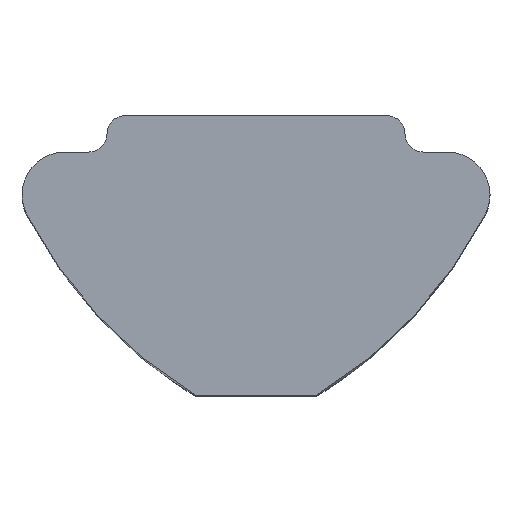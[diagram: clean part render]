
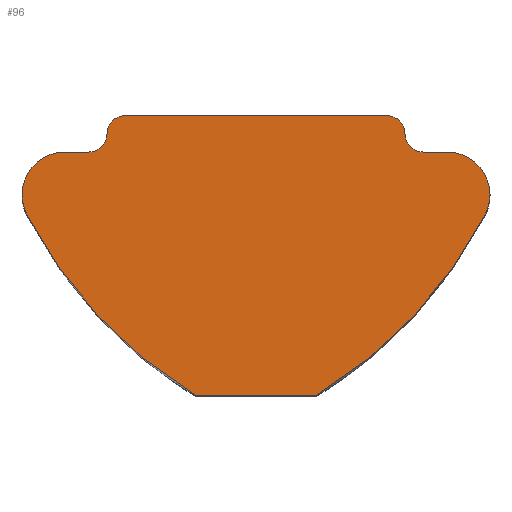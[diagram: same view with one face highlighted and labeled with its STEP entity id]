
A CAD part, top view. The second image highlights one B-rep face of the part: STEP entity #96.
In plain terms, the highlighted planar face has unit normal (0, 0, 1).
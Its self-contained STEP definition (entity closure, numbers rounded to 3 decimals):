
#96=ADVANCED_FACE('NONE',(#197),#198,.F.);
#197=FACE_OUTER_BOUND('',#299,.T.);
#198=PLANE('',#300);
#299=EDGE_LOOP('',(#522,#523,#524,#525,#526,#527,#528,#529,#530,#531,#532,#533,#534,#535));
#300=AXIS2_PLACEMENT_3D('',#536,#537,#538);
#522=ORIENTED_EDGE('',*,*,#705,.T.);
#523=ORIENTED_EDGE('',*,*,#681,.T.);
#524=ORIENTED_EDGE('',*,*,#733,.T.);
#525=ORIENTED_EDGE('',*,*,#666,.T.);
#526=ORIENTED_EDGE('',*,*,#734,.T.);
#527=ORIENTED_EDGE('',*,*,#686,.T.);
#528=ORIENTED_EDGE('',*,*,#712,.T.);
#529=ORIENTED_EDGE('',*,*,#714,.T.);
#530=ORIENTED_EDGE('',*,*,#651,.T.);
#531=ORIENTED_EDGE('',*,*,#718,.T.);
#532=ORIENTED_EDGE('',*,*,#723,.T.);
#533=ORIENTED_EDGE('',*,*,#728,.T.);
#534=ORIENTED_EDGE('',*,*,#730,.T.);
#535=ORIENTED_EDGE('',*,*,#638,.T.);
#536=CARTESIAN_POINT('',(3.15,-1.3,12.0));
#537=DIRECTION('',(-0.0,-0.0,-1.0));
#538=DIRECTION('',(0.0,-1.0,0.0));
#638=EDGE_CURVE('NONE',#756,#760,#762,.T.);
#651=EDGE_CURVE('NONE',#783,#784,#785,.T.);
#666=EDGE_CURVE('NONE',#805,#810,#812,.T.);
#681=EDGE_CURVE('NONE',#831,#835,#837,.T.);
#686=EDGE_CURVE('NONE',#840,#844,#846,.T.);
#705=EDGE_CURVE('NONE',#760,#831,#872,.T.);
#712=EDGE_CURVE('NONE',#844,#883,#885,.T.);
#714=EDGE_CURVE('NONE',#883,#783,#887,.T.);
#718=EDGE_CURVE('NONE',#784,#890,#892,.T.);
#723=EDGE_CURVE('NONE',#890,#897,#899,.T.);
#728=EDGE_CURVE('NONE',#897,#904,#906,.T.);
#730=EDGE_CURVE('NONE',#904,#756,#908,.T.);
#733=EDGE_CURVE('NONE',#835,#805,#911,.T.);
#734=EDGE_CURVE('NONE',#810,#840,#912,.T.);
#756=VERTEX_POINT('',#934);
#760=VERTEX_POINT('NONE',#939);
#762=CIRCLE('',#942,0.7);
#783=VERTEX_POINT('NONE',#982);
#784=VERTEX_POINT('NONE',#983);
#785=CIRCLE('',#984,0.7);
#805=VERTEX_POINT('NONE',#1026);
#810=VERTEX_POINT('NONE',#1032);
#812=LINE('',#1035,#1036);
#831=VERTEX_POINT('NONE',#1082);
#835=VERTEX_POINT('NONE',#1094);
#837=CIRCLE('',#1097,0.3);
#840=VERTEX_POINT('NONE',#1100);
#844=VERTEX_POINT('NONE',#1112);
#846=CIRCLE('',#1115,0.3);
#872=LINE('',#1156,#1157);
#883=VERTEX_POINT('NONE',#1172);
#885=LINE('',#1175,#1176);
#887=CIRCLE('',#1178,0.7);
#890=VERTEX_POINT('NONE',#1181);
#892=CIRCLE('',#1184,7.5);
#897=VERTEX_POINT('NONE',#1189);
#899=LINE('',#1192,#1193);
#904=VERTEX_POINT('NONE',#1213);
#906=CIRCLE('',#1216,7.5);
#908=CIRCLE('',#1218,0.7);
#911=CIRCLE('',#1221,0.3);
#912=CIRCLE('',#1222,0.3);
#934=CARTESIAN_POINT('',(3.85,-1.3,12.0));
#939=CARTESIAN_POINT('',(3.15,-0.6,12.0));
#942=AXIS2_PLACEMENT_3D('',#1275,#1276,#1277);
#982=CARTESIAN_POINT('',(-3.85,-1.3,12.0));
#983=CARTESIAN_POINT('',(-3.773,-1.62,12.0));
#984=AXIS2_PLACEMENT_3D('',#1294,#1295,#1296);
#1026=CARTESIAN_POINT('',(2.15,0.,12.0));
#1032=CARTESIAN_POINT('',(-2.15,0.,12.0));
#1035=CARTESIAN_POINT('',(-2.45,0.0,12.0));
#1036=VECTOR('',#1315,1000.0);
#1082=CARTESIAN_POINT('',(2.75,-0.6,12.0));
#1094=CARTESIAN_POINT('',(2.45,-0.3,12.0));
#1097=AXIS2_PLACEMENT_3D('',#1329,#1330,#1331);
#1100=CARTESIAN_POINT('',(-2.45,-0.3,12.0));
#1112=CARTESIAN_POINT('',(-2.75,-0.6,12.0));
#1115=AXIS2_PLACEMENT_3D('',#1334,#1335,#1336);
#1156=CARTESIAN_POINT('',(2.45,-0.6,12.0));
#1157=VECTOR('',#1357,1000.0);
#1172=CARTESIAN_POINT('',(-3.15,-0.6,12.0));
#1175=CARTESIAN_POINT('',(-2.45,-0.6,12.0));
#1176=VECTOR('',#1366,1000.0);
#1178=AXIS2_PLACEMENT_3D('',#1367,#1368,#1369);
#1181=CARTESIAN_POINT('',(-1.,-4.6,12.0));
#1184=AXIS2_PLACEMENT_3D('',#1374,#1375,#1376);
#1189=CARTESIAN_POINT('',(1.0,-4.6,12.0));
#1192=CARTESIAN_POINT('',(1.0,-4.6,12.0));
#1193=VECTOR('',#1384,1000.0);
#1213=CARTESIAN_POINT('',(3.773,-1.62,12.0));
#1216=AXIS2_PLACEMENT_3D('',#1389,#1390,#1391);
#1218=AXIS2_PLACEMENT_3D('',#1392,#1393,#1394);
#1221=AXIS2_PLACEMENT_3D('',#1398,#1399,#1400);
#1222=AXIS2_PLACEMENT_3D('',#1401,#1402,#1403);
#1275=CARTESIAN_POINT('',(3.15,-1.3,12.0));
#1276=DIRECTION('',(0.0,0.0,1.0));
#1277=DIRECTION('',(-1.0,0.0,0.0));
#1294=CARTESIAN_POINT('',(-3.15,-1.3,12.0));
#1295=DIRECTION('',(0.0,0.0,1.0));
#1296=DIRECTION('',(1.0,0.0,0.0));
#1315=DIRECTION('',(-1.0,0.,-0.0));
#1329=CARTESIAN_POINT('',(2.75,-0.3,12.0));
#1330=DIRECTION('',(0.0,0.0,-1.0));
#1331=DIRECTION('',(-1.0,0.0,0.0));
#1334=CARTESIAN_POINT('',(-2.75,-0.3,12.0));
#1335=DIRECTION('',(0.0,0.0,-1.0));
#1336=DIRECTION('',(-1.0,0.0,0.0));
#1357=DIRECTION('',(-1.0,0.,-0.0));
#1366=DIRECTION('',(-1.0,0.,0.0));
#1367=CARTESIAN_POINT('',(-3.15,-1.3,12.0));
#1368=DIRECTION('',(0.0,0.0,1.0));
#1369=DIRECTION('',(1.0,0.0,0.0));
#1374=CARTESIAN_POINT('',(2.899,1.807,12.0));
#1375=DIRECTION('',(0.0,0.0,1.0));
#1376=DIRECTION('',(1.0,0.0,0.0));
#1384=DIRECTION('',(1.0,-0.0,-0.0));
#1389=CARTESIAN_POINT('',(-2.899,1.807,12.0));
#1390=DIRECTION('',(0.0,0.0,1.0));
#1391=DIRECTION('',(-1.0,0.0,0.0));
#1392=CARTESIAN_POINT('',(3.15,-1.3,12.0));
#1393=DIRECTION('',(0.0,0.0,1.0));
#1394=DIRECTION('',(-1.0,0.0,0.0));
#1398=CARTESIAN_POINT('',(2.15,-0.3,12.0));
#1399=DIRECTION('',(0.0,0.0,1.0));
#1400=DIRECTION('',(-1.0,0.0,0.0));
#1401=CARTESIAN_POINT('',(-2.15,-0.3,12.0));
#1402=DIRECTION('',(0.0,0.0,1.0));
#1403=DIRECTION('',(-1.0,0.0,0.0));
